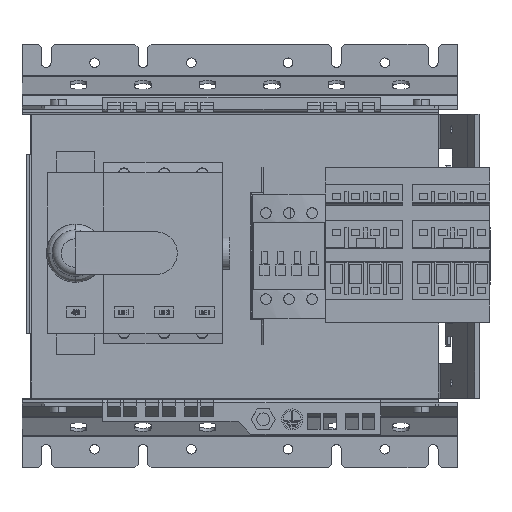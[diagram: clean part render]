
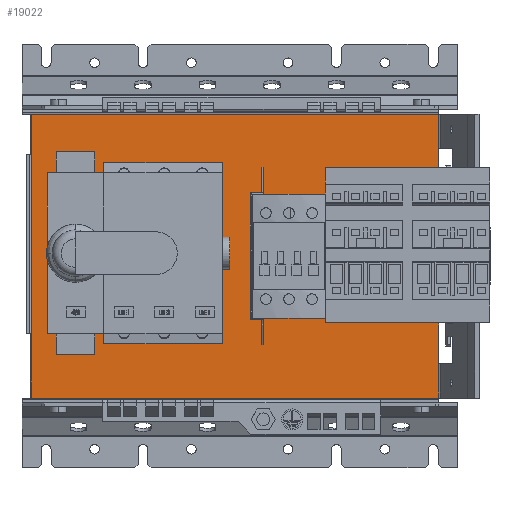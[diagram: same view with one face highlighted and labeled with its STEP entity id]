
A CAD part, front view. The second image highlights one B-rep face of the part: STEP entity #19022.
In plain terms, the highlighted planar face has unit normal (0, -1, 0).
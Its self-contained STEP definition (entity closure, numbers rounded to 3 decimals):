
#4616=DIRECTION('',(0.,0.,1.));
#4617=VECTOR('',#4616,21.6);
#4618=CARTESIAN_POINT('',(-705.97,190.742,1982.596));
#4619=LINE('',#4618,#4617);
#4624=DIRECTION('',(0.,0.,-1.));
#4625=VECTOR('',#4624,50.);
#4626=CARTESIAN_POINT('',(-705.97,190.742,2137.196));
#4627=LINE('',#4626,#4625);
#4628=DIRECTION('',(0.,0.,-1.));
#4629=VECTOR('',#4628,50.);
#4630=CARTESIAN_POINT('',(-705.97,190.742,2054.196));
#4631=LINE('',#4630,#4629);
#4632=DIRECTION('',(0.,0.,1.));
#4633=VECTOR('',#4632,40.);
#4634=CARTESIAN_POINT('',(-958.546,190.742,1982.596));
#4635=LINE('',#4634,#4633);
#4636=DIRECTION('',(0.,0.,1.));
#4637=VECTOR('',#4636,25.);
#4638=CARTESIAN_POINT('',(-958.546,190.742,2133.796));
#4639=LINE('',#4638,#4637);
#4640=DIRECTION('',(-1.,0.,0.));
#4641=VECTOR('',#4640,1.);
#4642=CARTESIAN_POINT('',(-814.77,190.742,2125.696));
#4643=LINE('',#4642,#4641);
#4644=DIRECTION('',(0.,0.,-1.));
#4645=VECTOR('',#4644,110.);
#4646=CARTESIAN_POINT('',(-815.77,190.742,2125.696));
#4647=LINE('',#4646,#4645);
#4648=DIRECTION('',(0.,0.,1.));
#4649=VECTOR('',#4648,21.6);
#4650=CARTESIAN_POINT('',(-705.97,190.742,2137.196));
#4651=LINE('',#4650,#4649);
#5064=DIRECTION('',(0.,0.,1.));
#5065=VECTOR('',#5064,33.);
#5066=CARTESIAN_POINT('',(-705.97,190.742,2054.196));
#5067=LINE('',#5066,#5065);
#5184=DIRECTION('',(1.,0.,0.));
#5185=VECTOR('',#5184,252.576);
#5186=CARTESIAN_POINT('',(-958.546,190.742,1982.596));
#5187=LINE('',#5186,#5185);
#5632=DIRECTION('',(0.,0.,-1.));
#5633=VECTOR('',#5632,111.2);
#5634=CARTESIAN_POINT('',(-958.546,190.742,2133.796));
#5635=LINE('',#5634,#5633);
#9704=DIRECTION('',(-1.,0.,0.));
#9705=VECTOR('',#9704,252.576);
#9706=CARTESIAN_POINT('',(-705.97,190.742,2158.796));
#9707=LINE('',#9706,#9705);
#11364=DIRECTION('',(-1.,0.,0.));
#11365=VECTOR('',#11364,1.);
#11366=CARTESIAN_POINT('',(-814.77,190.742,
2015.696));
#11367=LINE('',#11366,#11365);
#11446=DIRECTION('',(0.,0.,-1.));
#11447=VECTOR('',#11446,110.);
#11448=CARTESIAN_POINT('',(-814.77,190.742,
2125.696));
#11449=LINE('',#11448,#11447);
#11584=DIRECTION('',(0.,0.,-1.));
#11585=VECTOR('',#11584,54.);
#11586=CARTESIAN_POINT('',(-716.,190.742,2097.696));
#11587=LINE('',#11586,#11585);
#11588=DIRECTION('',(-1.,0.,0.));
#11589=VECTOR('',#11588,83.);
#11590=CARTESIAN_POINT('',(-716.,190.742,2043.696));
#11591=LINE('',#11590,#11589);
#11604=DIRECTION('',(0.,0.,1.));
#11605=VECTOR('',#11604,54.);
#11606=CARTESIAN_POINT('',(-799.,190.742,2043.696));
#11607=LINE('',#11606,#11605);
#11608=DIRECTION('',(1.,0.,0.));
#11609=VECTOR('',#11608,83.);
#11610=CARTESIAN_POINT('',(-799.,190.742,2097.696));
#11611=LINE('',#11610,#11609);
#12759=CARTESIAN_POINT('',(-705.97,190.742,
1982.596));
#12761=VERTEX_POINT('',#12759);
#12785=CARTESIAN_POINT('',(-705.97,190.742,
2158.796));
#12786=VERTEX_POINT('',#12785);
#12867=CARTESIAN_POINT('',(-705.97,190.742,
2004.196));
#12868=VERTEX_POINT('',#12867);
#12869=CARTESIAN_POINT('',(-705.97,190.742,
2137.196));
#12870=VERTEX_POINT('',#12869);
#12871=CARTESIAN_POINT('',(-705.97,190.742,
2087.196));
#12872=VERTEX_POINT('',#12871);
#12873=CARTESIAN_POINT('',(-705.97,190.742,
2054.196));
#12874=VERTEX_POINT('',#12873);
#12875=CARTESIAN_POINT('',(-958.546,190.742,
1982.596));
#12876=VERTEX_POINT('',#12875);
#12877=CARTESIAN_POINT('',(-958.546,190.742,
2022.596));
#12878=VERTEX_POINT('',#12877);
#12879=CARTESIAN_POINT('',(-958.546,190.742,
2133.796));
#12880=VERTEX_POINT('',#12879);
#12881=CARTESIAN_POINT('',(-958.546,190.742,
2158.796));
#12882=VERTEX_POINT('',#12881);
#12883=CARTESIAN_POINT('',(-814.77,190.742,
2015.696));
#12884=CARTESIAN_POINT('',(-815.77,190.742,
2015.696));
#12885=VERTEX_POINT('',#12883);
#12886=VERTEX_POINT('',#12884);
#12887=CARTESIAN_POINT('',(-814.77,190.742,
2125.696));
#12888=VERTEX_POINT('',#12887);
#12889=CARTESIAN_POINT('',(-815.77,190.742,
2125.696));
#12890=VERTEX_POINT('',#12889);
#12891=CARTESIAN_POINT('',(-716.,190.742,2097.696));
#12892=CARTESIAN_POINT('',(-716.,190.742,2043.696));
#12893=VERTEX_POINT('',#12891);
#12894=VERTEX_POINT('',#12892);
#12895=CARTESIAN_POINT('',(-799.,190.742,2097.696));
#12896=VERTEX_POINT('',#12895);
#12897=CARTESIAN_POINT('',(-799.,190.742,2043.696));
#12898=VERTEX_POINT('',#12897);
#18978=CARTESIAN_POINT('',(-958.546,190.742,
1982.596));
#18979=DIRECTION('',(0.,-1.,0.));
#18980=DIRECTION('',(0.,0.,1.));
#18981=AXIS2_PLACEMENT_3D('',#18978,#18979,#18980);
#18982=PLANE('',#18981);
#18984=ORIENTED_EDGE('',*,*,#18983,.F.);
#18986=ORIENTED_EDGE('',*,*,#18985,.T.);
#18988=ORIENTED_EDGE('',*,*,#18987,.F.);
#18989=ORIENTED_EDGE('',*,*,#18772,.T.);
#18990=ORIENTED_EDGE('',*,*,#18970,.F.);
#18992=ORIENTED_EDGE('',*,*,#18991,.F.);
#18994=ORIENTED_EDGE('',*,*,#18993,.T.);
#18996=ORIENTED_EDGE('',*,*,#18995,.F.);
#18997=ORIENTED_EDGE('',*,*,#18664,.T.);
#18999=ORIENTED_EDGE('',*,*,#18998,.F.);
#19000=EDGE_LOOP('',(#18984,#18986,#18988,#18989,#18990,#18992,#18994,#18996,
#18997,#18999));
#19001=FACE_OUTER_BOUND('',#19000,.F.);
#19003=ORIENTED_EDGE('',*,*,#19002,.F.);
#19005=ORIENTED_EDGE('',*,*,#19004,.F.);
#19007=ORIENTED_EDGE('',*,*,#19006,.T.);
#19009=ORIENTED_EDGE('',*,*,#19008,.T.);
#19010=EDGE_LOOP('',(#19003,#19005,#19007,#19009));
#19011=FACE_BOUND('',#19010,.F.);
#19013=ORIENTED_EDGE('',*,*,#19012,.F.);
#19015=ORIENTED_EDGE('',*,*,#19014,.F.);
#19017=ORIENTED_EDGE('',*,*,#19016,.F.);
#19019=ORIENTED_EDGE('',*,*,#19018,.F.);
#19020=EDGE_LOOP('',(#19013,#19015,#19017,#19019));
#19021=FACE_BOUND('',#19020,.F.);
#19022=ADVANCED_FACE('',(#19001,#19011,#19021),#18982,.T.);
#18664=EDGE_CURVE('',#12880,#12882,#4639,.T.);
#18772=EDGE_CURVE('',#12874,#12868,#4631,.T.);
#18970=EDGE_CURVE('',#12761,#12868,#4619,.T.);
#18983=EDGE_CURVE('',#12870,#12786,#4651,.T.);
#18985=EDGE_CURVE('',#12870,#12872,#4627,.T.);
#18987=EDGE_CURVE('',#12874,#12872,#5067,.T.);
#18991=EDGE_CURVE('',#12876,#12761,#5187,.T.);
#18993=EDGE_CURVE('',#12876,#12878,#4635,.T.);
#18995=EDGE_CURVE('',#12880,#12878,#5635,.T.);
#18998=EDGE_CURVE('',#12786,#12882,#9707,.T.);
#19002=EDGE_CURVE('',#12885,#12886,#11367,.T.);
#19004=EDGE_CURVE('',#12888,#12885,#11449,.T.);
#19006=EDGE_CURVE('',#12888,#12890,#4643,.T.);
#19008=EDGE_CURVE('',#12890,#12886,#4647,.T.);
#19012=EDGE_CURVE('',#12893,#12894,#11587,.T.);
#19014=EDGE_CURVE('',#12896,#12893,#11611,.T.);
#19016=EDGE_CURVE('',#12898,#12896,#11607,.T.);
#19018=EDGE_CURVE('',#12894,#12898,#11591,.T.);
